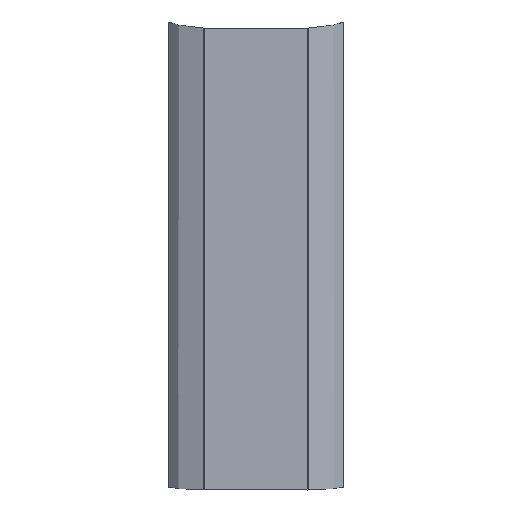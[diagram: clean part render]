
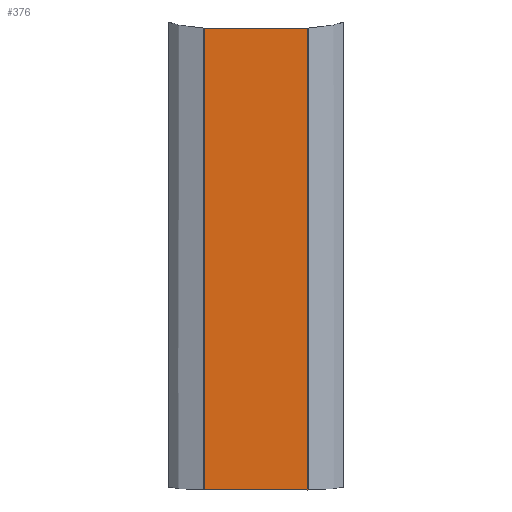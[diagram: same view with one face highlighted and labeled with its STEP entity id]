
A CAD part, front view. The second image highlights one B-rep face of the part: STEP entity #376.
In plain terms, the highlighted free-form (B-spline) face has degree [1, 1] with [2, 2] control points.
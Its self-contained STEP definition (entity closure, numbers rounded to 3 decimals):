
#76 = CARTESIAN_POINT ( 'NONE',  ( 3245.536, 771.804, 7295.616 ) ) ;
#82 = B_SPLINE_CURVE_WITH_KNOTS ( 'NONE', 1,
 ( #687, #580 ),
 .UNSPECIFIED., .F., .F.,
 ( 2, 2 ),
 ( 0., 1. ),
 .UNSPECIFIED. ) ;
#83 = CARTESIAN_POINT ( 'NONE',  ( 2124.813, 771.804, 2296.883 ) ) ;
#84 = CARTESIAN_POINT ( 'NONE',  ( 2124.813, 771.804, 2296.883 ) ) ;
#104 = EDGE_LOOP ( 'NONE', ( #480, #124, #755, #644 ) ) ;
#124 = ORIENTED_EDGE ( 'NONE', *, *, #668, .F. ) ;
#138 = CARTESIAN_POINT ( 'NONE',  ( 3245.536, 771.804, 2296.883 ) ) ;
#152 = EDGE_CURVE ( 'NONE', #324, #1148, #158, .T. ) ;
#158 = B_SPLINE_CURVE_WITH_KNOTS ( 'NONE', 1,
 ( #807, #1168 ),
 .UNSPECIFIED., .F., .F.,
 ( 2, 2 ),
 ( 0., 1. ),
 .UNSPECIFIED. ) ;
#160 = CARTESIAN_POINT ( 'NONE',  ( 3245.536, 771.804, 7295.616 ) ) ;
#246 = B_SPLINE_CURVE_WITH_KNOTS ( 'NONE', 1,
 ( #83, #534 ),
 .UNSPECIFIED., .F., .F.,
 ( 2, 2 ),
 ( -1., 0. ),
 .UNSPECIFIED. ) ;
#324 = VERTEX_POINT ( 'NONE', #138 ) ;
#376 = ADVANCED_FACE ( 'NONE', ( #432 ), #708, .F. ) ;
#395 = B_SPLINE_CURVE_WITH_KNOTS ( 'NONE', 1,
 ( #1137, #498 ),
 .UNSPECIFIED., .F., .F.,
 ( 2, 2 ),
 ( 0., 1. ),
 .UNSPECIFIED. ) ;
#399 = VERTEX_POINT ( 'NONE', #1095 ) ;
#432 = FACE_OUTER_BOUND ( 'NONE', #104, .T. ) ;
#440 = CARTESIAN_POINT ( 'NONE',  ( 2124.813, 771.804, 7295.616 ) ) ;
#480 = ORIENTED_EDGE ( 'NONE', *, *, #152, .T. ) ;
#498 = CARTESIAN_POINT ( 'NONE',  ( 2124.813, 771.804, 2296.883 ) ) ;
#534 = CARTESIAN_POINT ( 'NONE',  ( 2124.813, 771.804, 7295.616 ) ) ;
#580 = CARTESIAN_POINT ( 'NONE',  ( 3245.536, 771.804, 7295.616 ) ) ;
#644 = ORIENTED_EDGE ( 'NONE', *, *, #733, .F. ) ;
#668 = EDGE_CURVE ( 'NONE', #1123, #1148, #82, .T. ) ;
#687 = CARTESIAN_POINT ( 'NONE',  ( 2124.813, 771.804, 7295.616 ) ) ;
#708 = B_SPLINE_SURFACE_WITH_KNOTS ( 'NONE', 1, 1, ( 
 ( #84, #988 ),
 ( #1090, #76 ) ),
 .UNSPECIFIED., .F., .F., .F.,
 ( 2, 2 ),
 ( 2, 2 ),
 ( 0., 1. ),
 ( 0., 1. ),
 .UNSPECIFIED. ) ;
#733 = EDGE_CURVE ( 'NONE', #324, #399, #395, .T. ) ;
#755 = ORIENTED_EDGE ( 'NONE', *, *, #874, .F. ) ;
#807 = CARTESIAN_POINT ( 'NONE',  ( 3245.536, 771.804, 2296.883 ) ) ;
#874 = EDGE_CURVE ( 'NONE', #399, #1123, #246, .T. ) ;
#988 = CARTESIAN_POINT ( 'NONE',  ( 3245.536, 771.804, 2296.883 ) ) ;
#1090 = CARTESIAN_POINT ( 'NONE',  ( 2124.813, 771.804, 7295.616 ) ) ;
#1095 = CARTESIAN_POINT ( 'NONE',  ( 2124.813, 771.804, 2296.883 ) ) ;
#1123 = VERTEX_POINT ( 'NONE', #440 ) ;
#1137 = CARTESIAN_POINT ( 'NONE',  ( 3245.536, 771.804, 2296.883 ) ) ;
#1148 = VERTEX_POINT ( 'NONE', #160 ) ;
#1168 = CARTESIAN_POINT ( 'NONE',  ( 3245.536, 771.804, 7295.616 ) ) ;
